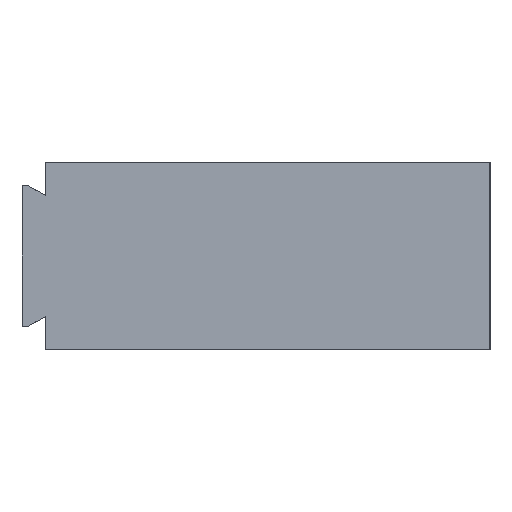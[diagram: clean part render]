
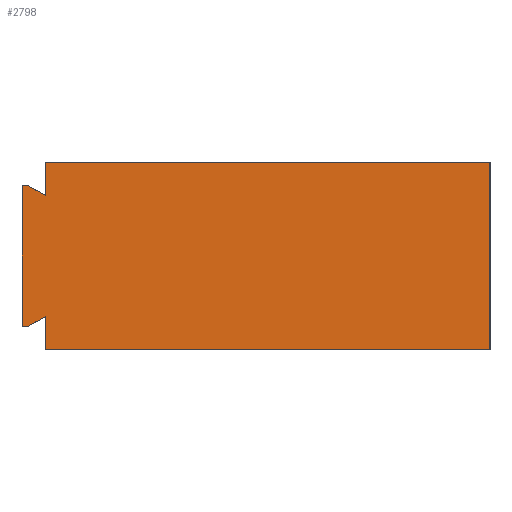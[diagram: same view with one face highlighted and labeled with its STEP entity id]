
A CAD part, left-side view. The second image highlights one B-rep face of the part: STEP entity #2798.
In plain terms, the highlighted planar face has unit normal (-1, 0, 0).
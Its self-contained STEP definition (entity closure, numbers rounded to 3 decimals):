
#177=PLANE('',#3072);
#307=FACE_OUTER_BOUND('',#445,.T.);
#445=EDGE_LOOP('',(#2530,#2531,#2532,#2533,#2534,#2535,#2536,#2537,#2538,
#2539));
#629=LINE('',#4090,#899);
#649=LINE('',#4159,#919);
#678=LINE('',#4204,#948);
#709=LINE('',#4293,#979);
#799=LINE('',#4562,#1069);
#801=LINE('',#4566,#1071);
#850=LINE('',#4678,#1120);
#854=LINE('',#4701,#1124);
#855=LINE('',#4703,#1125);
#856=LINE('',#4704,#1126);
#899=VECTOR('',#3235,10.);
#919=VECTOR('',#3287,10.);
#948=VECTOR('',#3344,10.);
#979=VECTOR('',#3433,10.);
#1069=VECTOR('',#3699,10.);
#1071=VECTOR('',#3703,10.);
#1120=VECTOR('',#3812,10.);
#1124=VECTOR('',#3852,10.);
#1125=VECTOR('',#3853,10.);
#1126=VECTOR('',#3854,10.);
#1196=VERTEX_POINT('',#4086);
#1198=VERTEX_POINT('',#4089);
#1231=VERTEX_POINT('',#4158);
#1233=VERTEX_POINT('',#4203);
#1262=VERTEX_POINT('',#4292);
#1353=VERTEX_POINT('',#4561);
#1354=VERTEX_POINT('',#4565);
#1387=VERTEX_POINT('',#4675);
#1388=VERTEX_POINT('',#4700);
#1389=VERTEX_POINT('',#4702);
#1465=EDGE_CURVE('',#1198,#1196,#629,.T.);
#1500=EDGE_CURVE('',#1231,#1198,#649,.T.);
#1529=EDGE_CURVE('',#1233,#1231,#678,.T.);
#1574=EDGE_CURVE('',#1233,#1262,#709,.T.);
#1708=EDGE_CURVE('',#1353,#1262,#799,.T.);
#1710=EDGE_CURVE('',#1354,#1353,#801,.T.);
#1774=EDGE_CURVE('',#1387,#1354,#850,.T.);
#1778=EDGE_CURVE('',#1388,#1196,#854,.T.);
#1779=EDGE_CURVE('',#1388,#1389,#855,.T.);
#1780=EDGE_CURVE('',#1387,#1389,#856,.T.);
#2530=ORIENTED_EDGE('',*,*,#1529,.T.);
#2531=ORIENTED_EDGE('',*,*,#1500,.T.);
#2532=ORIENTED_EDGE('',*,*,#1465,.T.);
#2533=ORIENTED_EDGE('',*,*,#1778,.F.);
#2534=ORIENTED_EDGE('',*,*,#1779,.T.);
#2535=ORIENTED_EDGE('',*,*,#1780,.F.);
#2536=ORIENTED_EDGE('',*,*,#1774,.T.);
#2537=ORIENTED_EDGE('',*,*,#1710,.T.);
#2538=ORIENTED_EDGE('',*,*,#1708,.T.);
#2539=ORIENTED_EDGE('',*,*,#1574,.F.);
#2798=ADVANCED_FACE('',(#307),#177,.T.);
#3072=AXIS2_PLACEMENT_3D('',#4699,#3850,#3851);
#3235=DIRECTION('',(0.,0.,-1.));
#3287=DIRECTION('',(0.,-0.866,0.5));
#3344=DIRECTION('',(0.,-1.,0.));
#3433=DIRECTION('',(0.,0.,1.));
#3699=DIRECTION('',(0.,1.,0.));
#3703=DIRECTION('',(0.,0.866,0.5));
#3812=DIRECTION('',(0.,0.,-1.));
#3850=DIRECTION('center_axis',(-1.,0.,0.));
#3851=DIRECTION('ref_axis',(0.,1.,0.));
#3852=DIRECTION('',(0.,1.,0.));
#3853=DIRECTION('',(0.,0.,1.));
#3854=DIRECTION('',(0.,-1.,0.));
#4086=CARTESIAN_POINT('',(-101.5,28.575,-12.7));
#4089=CARTESIAN_POINT('',(-101.5,28.575,-8.2));
#4090=CARTESIAN_POINT('',(-101.5,28.575,-4.1));
#4158=CARTESIAN_POINT('',(-101.5,30.87,-9.525));
#4159=CARTESIAN_POINT('',(-101.5,5.325,5.223));
#4203=CARTESIAN_POINT('',(-101.5,31.75,-9.525));
#4204=CARTESIAN_POINT('',(-101.5,0.,-9.525));
#4292=CARTESIAN_POINT('',(-101.5,31.75,9.525));
#4293=CARTESIAN_POINT('',(-101.5,31.75,0.));
#4561=CARTESIAN_POINT('',(-101.5,30.87,9.525));
#4562=CARTESIAN_POINT('',(-101.5,0.,9.525));
#4565=CARTESIAN_POINT('',(-101.5,28.575,8.2));
#4566=CARTESIAN_POINT('',(-101.5,5.325,-5.223));
#4675=CARTESIAN_POINT('',(-101.5,28.575,12.7));
#4678=CARTESIAN_POINT('',(-101.5,28.575,4.1));
#4699=CARTESIAN_POINT('Origin',(-101.5,-31.75,0.));
#4700=CARTESIAN_POINT('',(-101.5,-31.75,-12.7));
#4701=CARTESIAN_POINT('',(-101.5,31.75,-12.7));
#4702=CARTESIAN_POINT('',(-101.5,-31.75,12.7));
#4703=CARTESIAN_POINT('',(-101.5,-31.75,0.));
#4704=CARTESIAN_POINT('',(-101.5,31.75,12.7));
